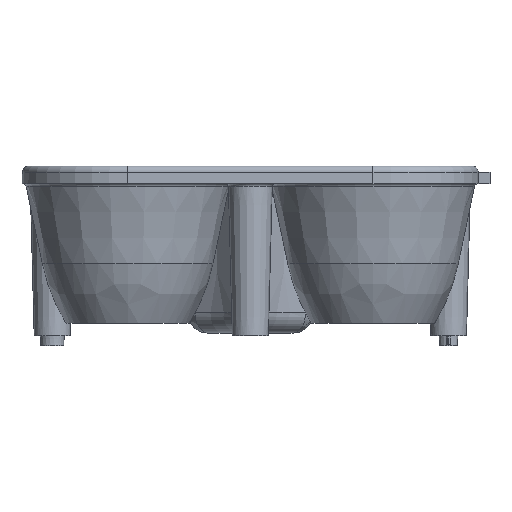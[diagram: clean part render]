
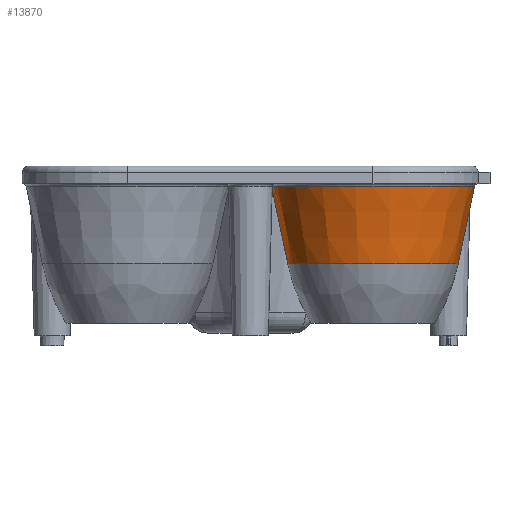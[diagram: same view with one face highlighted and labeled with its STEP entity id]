
A CAD part, front view. The second image highlights one B-rep face of the part: STEP entity #13870.
In plain terms, the highlighted conical face has half-angle 11.808 degrees and reference radius 7.422 mm.
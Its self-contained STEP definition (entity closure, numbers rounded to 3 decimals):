
#61=CARTESIAN_POINT('',(0.,0.,4.745));
#62=DIRECTION('',(0.,0.,-1.));
#63=DIRECTION('',(1.,0.,0.));
#64=AXIS2_PLACEMENT_3D('',#61,#62,#63);
#86=CARTESIAN_POINT('',(0.,0.,10.901));
#87=DIRECTION('',(0.,0.,1.));
#88=DIRECTION('',(-1.,0.,0.));
#89=AXIS2_PLACEMENT_3D('',#86,#87,#88);
#91=DIRECTION('',(-0.205,0.,-0.979));
#92=VECTOR('',#91,6.29);
#93=CARTESIAN_POINT('',(8.066,0.,10.901));
#94=LINE('',#93,#92);
#95=DIRECTION('',(0.205,0.,-0.979));
#96=VECTOR('',#95,6.29);
#97=CARTESIAN_POINT('',(-8.066,0.,10.901));
#98=LINE('',#97,#96);
#11879=CARTESIAN_POINT('',(6.779,0.,4.745));
#11881=VERTEX_POINT('',#11879);
#11883=CARTESIAN_POINT('',(-6.779,0.,4.745));
#11885=VERTEX_POINT('',#11883);
#12129=CARTESIAN_POINT('',(-8.066,0.,10.901));
#12130=CARTESIAN_POINT('',(8.066,0.,10.901));
#12131=VERTEX_POINT('',#12129);
#12132=VERTEX_POINT('',#12130);
#13859=CARTESIAN_POINT('',(0.,0.,7.823));
#13860=DIRECTION('',(0.,0.,1.));
#13861=DIRECTION('',(-1.,0.,0.));
#13862=AXIS2_PLACEMENT_3D('',#13859,#13860,#13861);
#13863=CONICAL_SURFACE('',#13862,7.422,11.808);
#13864=ORIENTED_EDGE('',*,*,#13850,.T.);
#13865=ORIENTED_EDGE('',*,*,#13825,.T.);
#13866=ORIENTED_EDGE('',*,*,#13773,.T.);
#13867=ORIENTED_EDGE('',*,*,#13822,.F.);
#13868=EDGE_LOOP('',(#13864,#13865,#13866,#13867));
#13869=FACE_OUTER_BOUND('',#13868,.F.);
#13870=ADVANCED_FACE('',(#13869),#13863,.T.);
#65=CIRCLE('',#64,6.779);
#90=CIRCLE('',#89,8.066);
#13773=EDGE_CURVE('',#11881,#11885,#65,.T.);
#13822=EDGE_CURVE('',#12131,#11885,#98,.T.);
#13825=EDGE_CURVE('',#12132,#11881,#94,.T.);
#13850=EDGE_CURVE('',#12131,#12132,#90,.T.);
